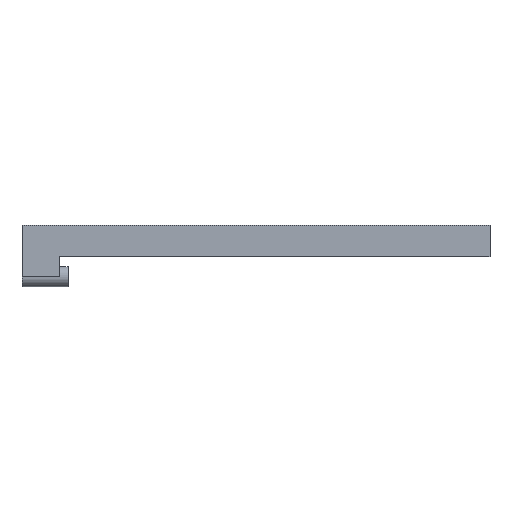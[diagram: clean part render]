
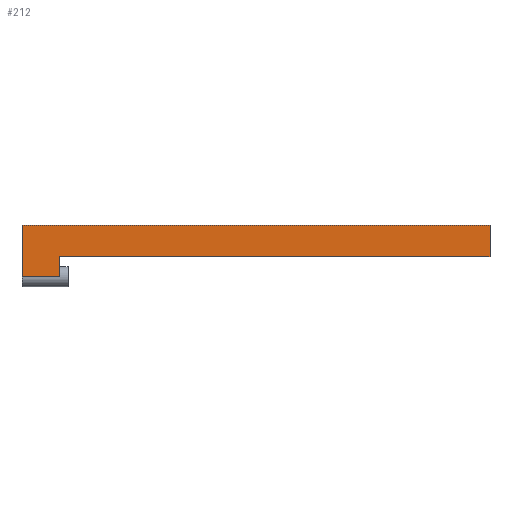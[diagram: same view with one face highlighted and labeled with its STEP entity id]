
A CAD part, left-side view. The second image highlights one B-rep face of the part: STEP entity #212.
In plain terms, the highlighted planar face has unit normal (-1, 0, 0).
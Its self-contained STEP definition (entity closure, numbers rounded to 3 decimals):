
#2 = CARTESIAN_POINT ( 'NONE',  ( -458., 275.5, 310. ) ) ;
#19 = EDGE_CURVE ( 'NONE', #819, #586, #840, .T. ) ;
#54 = VECTOR ( 'NONE', #518, 1000. ) ;
#80 = VERTEX_POINT ( 'NONE', #451 ) ;
#117 = LINE ( 'NONE', #2, #468 ) ;
#129 = CARTESIAN_POINT ( 'NONE',  ( -458., 50., 310. ) ) ;
#151 = PLANE ( 'NONE',  #233 ) ;
#182 = EDGE_CURVE ( 'NONE', #80, #237, #117, .T. ) ;
#212 = ADVANCED_FACE ( 'NONE', ( #770 ), #151, .F. ) ;
#233 = AXIS2_PLACEMENT_3D ( 'NONE', #557, #484, #492 ) ;
#237 = VERTEX_POINT ( 'NONE', #419 ) ;
#259 = LINE ( 'NONE', #529, #808 ) ;
#310 = ORIENTED_EDGE ( 'NONE', *, *, #182, .T. ) ;
#338 = DIRECTION ( 'NONE',  ( 0., 0., -1. ) ) ;
#378 = CARTESIAN_POINT ( 'NONE',  ( -458., 50., 0. ) ) ;
#419 = CARTESIAN_POINT ( 'NONE',  ( -458., 275.5, 0. ) ) ;
#425 = VECTOR ( 'NONE', #428, 1000. ) ;
#428 = DIRECTION ( 'NONE',  ( 0., -1., 0. ) ) ;
#434 = CARTESIAN_POINT ( 'NONE',  ( -458., 275.5, 310. ) ) ;
#451 = CARTESIAN_POINT ( 'NONE',  ( -458., 275.5, 310. ) ) ;
#460 = EDGE_CURVE ( 'NONE', #80, #637, #602, .T. ) ;
#463 = DIRECTION ( 'NONE',  ( 0., -1., 0. ) ) ;
#468 = VECTOR ( 'NONE', #610, 1000. ) ;
#472 = CARTESIAN_POINT ( 'NONE',  ( -458., 50., 120. ) ) ;
#484 = DIRECTION ( 'NONE',  ( 1., 0., 0. ) ) ;
#490 = EDGE_CURVE ( 'NONE', #647, #819, #832, .T. ) ;
#492 = DIRECTION ( 'NONE',  ( 0., 0., -1. ) ) ;
#503 = ORIENTED_EDGE ( 'NONE', *, *, #19, .F. ) ;
#518 = DIRECTION ( 'NONE',  ( 0., 1., 0. ) ) ;
#529 = CARTESIAN_POINT ( 'NONE',  ( -458., 275.5, 0. ) ) ;
#530 = VECTOR ( 'NONE', #338, 1000. ) ;
#557 = CARTESIAN_POINT ( 'NONE',  ( -458., 275.5, 310. ) ) ;
#586 = VERTEX_POINT ( 'NONE', #378 ) ;
#602 = LINE ( 'NONE', #434, #425 ) ;
#610 = DIRECTION ( 'NONE',  ( 0., 0., -1. ) ) ;
#633 = LINE ( 'NONE', #745, #530 ) ;
#637 = VERTEX_POINT ( 'NONE', #657 ) ;
#647 = VERTEX_POINT ( 'NONE', #796 ) ;
#653 = CARTESIAN_POINT ( 'NONE',  ( -458., -2524.5, 120. ) ) ;
#657 = CARTESIAN_POINT ( 'NONE',  ( -458., -2524.5, 310. ) ) ;
#670 = EDGE_LOOP ( 'NONE', ( #753, #503, #801, #726, #830, #310 ) ) ;
#693 = VECTOR ( 'NONE', #791, 1000. ) ;
#714 = EDGE_CURVE ( 'NONE', #237, #586, #259, .T. ) ;
#726 = ORIENTED_EDGE ( 'NONE', *, *, #756, .F. ) ;
#745 = CARTESIAN_POINT ( 'NONE',  ( -458., -2524.5, 310. ) ) ;
#753 = ORIENTED_EDGE ( 'NONE', *, *, #714, .T. ) ;
#756 = EDGE_CURVE ( 'NONE', #637, #647, #633, .T. ) ;
#770 = FACE_OUTER_BOUND ( 'NONE', #670, .T. ) ;
#791 = DIRECTION ( 'NONE',  ( 0., 0., -1. ) ) ;
#796 = CARTESIAN_POINT ( 'NONE',  ( -458., -2524.5, 120. ) ) ;
#801 = ORIENTED_EDGE ( 'NONE', *, *, #490, .F. ) ;
#808 = VECTOR ( 'NONE', #463, 1000. ) ;
#819 = VERTEX_POINT ( 'NONE', #472 ) ;
#830 = ORIENTED_EDGE ( 'NONE', *, *, #460, .F. ) ;
#832 = LINE ( 'NONE', #653, #54 ) ;
#840 = LINE ( 'NONE', #129, #693 ) ;
